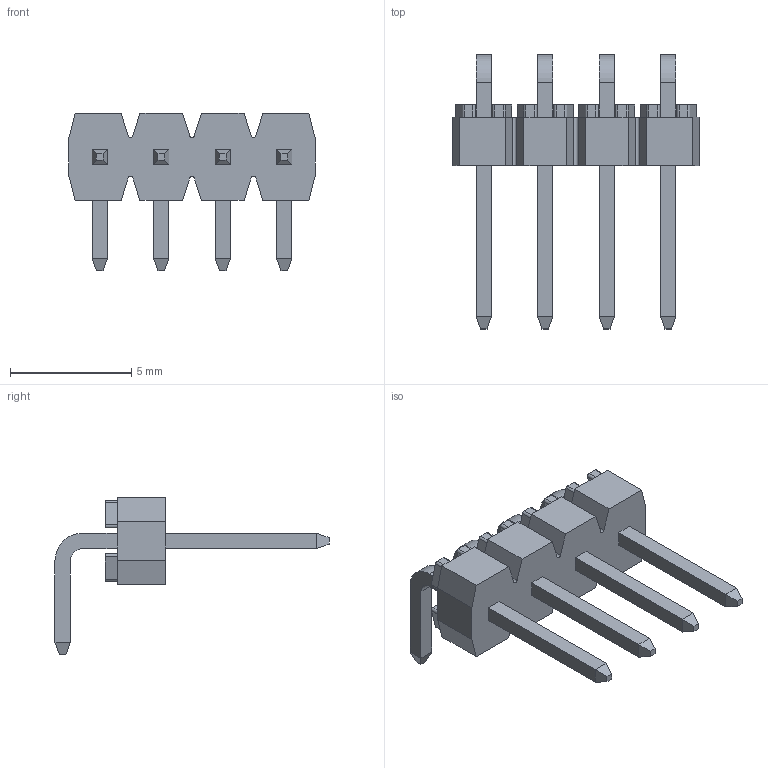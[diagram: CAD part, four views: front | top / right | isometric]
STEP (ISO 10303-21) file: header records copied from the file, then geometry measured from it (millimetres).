
FILE_DESCRIPTION (( 'STEP AP214' ), '1' );
FILE_NAME ('Molex 90121-0764.STEP', '2022-01-30T21:10:56', ( '' ), ( '' ), 'SwSTEP 2.0', 'SolidWorks 2018', '' );
FILE_SCHEMA (( 'AUTOMOTIVE_DESIGN' ));
Length unit declared in the file: millimetre
Products named in the file (1): Molex 90121-0764
Bounding box: 10.16 x 11.32 x 6.5 mm (x, y, z)
Volume: 92.4 mm3; surface area: 293.7 mm2
Topology: 1 solids, 1 shells, 282 faces, 736 edges, 480 vertices
Faces by surface type: plane 188, cylinder 94
Entity records: 9614 total; most frequent: CARTESIAN_POINT 1499, DIRECTION 1490, ORIENTED_EDGE 1472, EDGE_CURVE 736, VECTOR 548, LINE 548, VERTEX_POINT 480, AXIS2_PLACEMENT_3D 471
